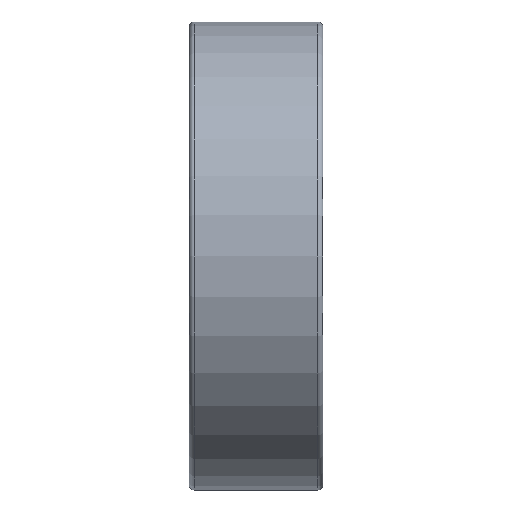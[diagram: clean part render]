
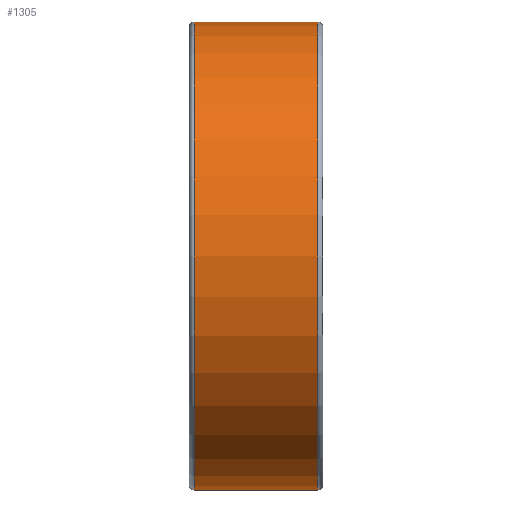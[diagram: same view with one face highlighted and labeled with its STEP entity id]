
A CAD part, front view. The second image highlights one B-rep face of the part: STEP entity #1305.
In plain terms, the highlighted cylindrical face has radius 14 mm (diameter 28 mm), a partial arc.
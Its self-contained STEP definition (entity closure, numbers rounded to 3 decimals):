
#192 = CARTESIAN_POINT ( 'NONE',  ( -0.3, 0., 0. ) ) ;
#242 = VECTOR ( 'NONE', #2522, 1000. ) ;
#294 = EDGE_CURVE ( 'NONE', #2392, #6346, #5678, .T. ) ;
#639 = LINE ( 'NONE', #3973, #242 ) ;
#719 = DIRECTION ( 'NONE',  ( 1., 0., 0. ) ) ;
#741 = CIRCLE ( 'NONE', #3448, 14. ) ;
#969 = EDGE_CURVE ( 'NONE', #3284, #2392, #741, .T. ) ;
#975 = EDGE_CURVE ( 'NONE', #5145, #6346, #5982, .T. ) ;
#1054 = ORIENTED_EDGE ( 'NONE', *, *, #294, .T. ) ;
#1114 = DIRECTION ( 'NONE',  ( 0., 0., -1. ) ) ;
#1207 = DIRECTION ( 'NONE',  ( 0., 0., -1. ) ) ;
#1305 = ADVANCED_FACE ( 'NONE', ( #5211 ), #5778, .T. ) ;
#2392 = VERTEX_POINT ( 'NONE', #2699 ) ;
#2522 = DIRECTION ( 'NONE',  ( 1., 0., 0. ) ) ;
#2620 = EDGE_CURVE ( 'NONE', #3284, #5145, #639, .T. ) ;
#2646 = DIRECTION ( 'NONE',  ( 1., 0., 0. ) ) ;
#2699 = CARTESIAN_POINT ( 'NONE',  ( -7.7, 0., -14. ) ) ;
#3133 = CARTESIAN_POINT ( 'NONE',  ( 0., 0., -14. ) ) ;
#3244 = AXIS2_PLACEMENT_3D ( 'NONE', #192, #4125, #4160 ) ;
#3284 = VERTEX_POINT ( 'NONE', #3835 ) ;
#3448 = AXIS2_PLACEMENT_3D ( 'NONE', #4658, #2646, #1114 ) ;
#3639 = ORIENTED_EDGE ( 'NONE', *, *, #2620, .F. ) ;
#3687 = CARTESIAN_POINT ( 'NONE',  ( 0., 0., 0. ) ) ;
#3835 = CARTESIAN_POINT ( 'NONE',  ( -7.7, 0., 14. ) ) ;
#3973 = CARTESIAN_POINT ( 'NONE',  ( 0., 0., 14. ) ) ;
#4125 = DIRECTION ( 'NONE',  ( 1., 0., 0. ) ) ;
#4160 = DIRECTION ( 'NONE',  ( 0., 0., -1. ) ) ;
#4165 = ORIENTED_EDGE ( 'NONE', *, *, #969, .T. ) ;
#4424 = CARTESIAN_POINT ( 'NONE',  ( -0.3, 0., 14. ) ) ;
#4460 = ORIENTED_EDGE ( 'NONE', *, *, #975, .F. ) ;
#4585 = EDGE_LOOP ( 'NONE', ( #3639, #4165, #1054, #4460 ) ) ;
#4658 = CARTESIAN_POINT ( 'NONE',  ( -7.7, 0., 0. ) ) ;
#4819 = VECTOR ( 'NONE', #719, 1000. ) ;
#5145 = VERTEX_POINT ( 'NONE', #4424 ) ;
#5211 = FACE_OUTER_BOUND ( 'NONE', #4585, .T. ) ;
#5669 = AXIS2_PLACEMENT_3D ( 'NONE', #3687, #5714, #1207 ) ;
#5678 = LINE ( 'NONE', #3133, #4819 ) ;
#5714 = DIRECTION ( 'NONE',  ( 1., 0., 0. ) ) ;
#5750 = CARTESIAN_POINT ( 'NONE',  ( -0.3, 0., -14. ) ) ;
#5778 = CYLINDRICAL_SURFACE ( 'NONE', #5669, 14. ) ;
#5982 = CIRCLE ( 'NONE', #3244, 14. ) ;
#6346 = VERTEX_POINT ( 'NONE', #5750 ) ;
